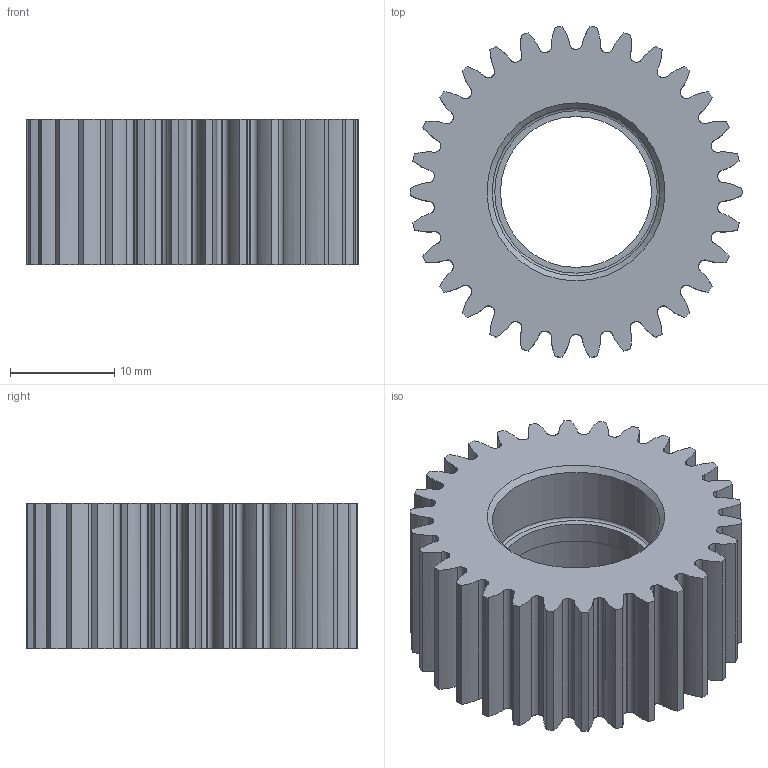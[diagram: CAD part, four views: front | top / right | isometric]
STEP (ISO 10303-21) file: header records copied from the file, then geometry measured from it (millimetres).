
FILE_DESCRIPTION(/* description */ (''),/* implementation_level */ '2;1');
FILE_NAME(/* name */ 'PJ-07_PlanetGear30.step',/* time_stamp */ '2026-02-13T13:07:08+01:00',/* author */ (''),/* organization */ (''),/* preprocessor_version */ 'ST-DEVELOPER v20.1',/* originating_system */ 'Autodesk Translation Framework v14.24.0.0',/* authorisation */ '');
FILE_SCHEMA (('AUTOMOTIVE_DESIGN { 1 0 10303 214 3 1 1 }'));
Length unit declared in the file: millimetre
Products named in the file (2): PJ-07b_PlanetGear30; Spur Gear (30 teeth)
Assembly tree (1 placements, depth 2):
  PJ-07b_PlanetGear30
    Spur Gear (30 teeth)
Bounding box: 31.9 x 31.79 x 14 mm (x, y, z)
Volume: 6888.6 mm3; surface area: 4275.7 mm2
Topology: 1 solids, 1 shells, 191 faces, 557 edges, 370 vertices
Faces by surface type: bspline 120, cylinder 63, plane 4, cone 2, torus 2
Full cylindrical faces by diameter (mm): 14.5 x1, 16.1 x2
Entity records: 9627 total; most frequent: CARTESIAN_POINT 5213, ORIENTED_EDGE 1114, DIRECTION 597, EDGE_CURVE 557, VERTEX_POINT 370, B_SPLINE_CURVE_WITH_KNOTS 240, AXIS2_PLACEMENT_3D 206, EDGE_LOOP 195
